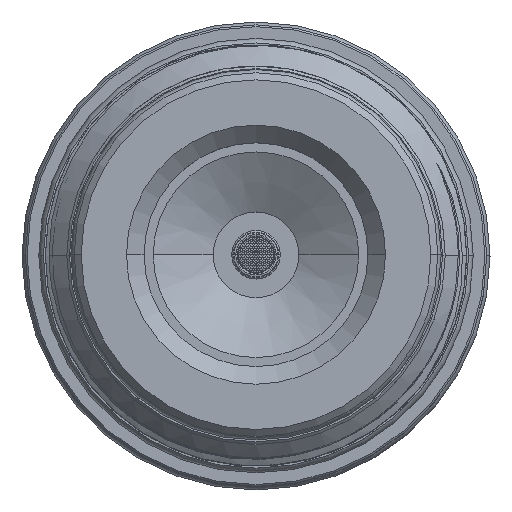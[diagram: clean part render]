
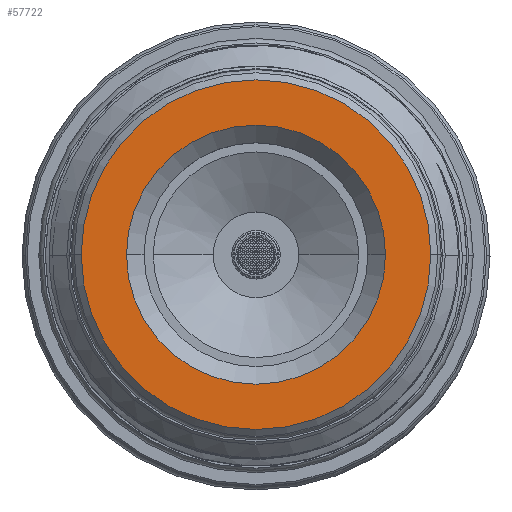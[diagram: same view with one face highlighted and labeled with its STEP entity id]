
A CAD part, top view. The second image highlights one B-rep face of the part: STEP entity #57722.
In plain terms, the highlighted planar face has unit normal (0, 0, 1).
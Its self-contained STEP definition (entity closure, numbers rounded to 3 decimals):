
#4064 = AXIS2_PLACEMENT_3D ( 'NONE', #84297, #69101, #5172 ) ;
#5172 = DIRECTION ( 'NONE',  ( -1., 0., 0. ) ) ;
#8097 = CARTESIAN_POINT ( 'NONE',  ( 0., 0., 89.528 ) ) ;
#8678 = VERTEX_POINT ( 'NONE', #18821 ) ;
#10675 = AXIS2_PLACEMENT_3D ( 'NONE', #8097, #97214, #48586 ) ;
#13691 = DIRECTION ( 'NONE',  ( -1., 0., 0. ) ) ;
#18586 = ORIENTED_EDGE ( 'NONE', *, *, #39780, .F. ) ;
#18821 = CARTESIAN_POINT ( 'NONE',  ( 14.7, 0., 89.528 ) ) ;
#20246 = DIRECTION ( 'NONE',  ( -1., 0., 0. ) ) ;
#24235 = ORIENTED_EDGE ( 'NONE', *, *, #63778, .T. ) ;
#28004 = ORIENTED_EDGE ( 'NONE', *, *, #62067, .F. ) ;
#32337 = EDGE_LOOP ( 'NONE', ( #40522, #24235 ) ) ;
#35447 = CIRCLE ( 'NONE', #80572, 14.7 ) ;
#39133 = AXIS2_PLACEMENT_3D ( 'NONE', #50867, #42313, #84214 ) ;
#39780 = EDGE_CURVE ( 'NONE', #94697, #74789, #55575, .T. ) ;
#40522 = ORIENTED_EDGE ( 'NONE', *, *, #86785, .T. ) ;
#41853 = EDGE_LOOP ( 'NONE', ( #28004, #18586 ) ) ;
#42313 = DIRECTION ( 'NONE',  ( 0., 0., -1. ) ) ;
#48586 = DIRECTION ( 'NONE',  ( -1., 0., 0. ) ) ;
#50867 = CARTESIAN_POINT ( 'NONE',  ( 0., 0., 89.528 ) ) ;
#52559 = FACE_BOUND ( 'NONE', #32337, .T. ) ;
#55575 = CIRCLE ( 'NONE', #84857, 19.84 ) ;
#57722 = ADVANCED_FACE ( 'NONE', ( #52559, #103358 ), #83139, .F. ) ;
#58131 = CARTESIAN_POINT ( 'NONE',  ( -19.84, 0., 89.528 ) ) ;
#62067 = EDGE_CURVE ( 'NONE', #74789, #94697, #72610, .T. ) ;
#63778 = EDGE_CURVE ( 'NONE', #75364, #8678, #104169, .T. ) ;
#69101 = DIRECTION ( 'NONE',  ( 0., 0., -1. ) ) ;
#72610 = CIRCLE ( 'NONE', #10675, 19.84 ) ;
#74789 = VERTEX_POINT ( 'NONE', #58131 ) ;
#75364 = VERTEX_POINT ( 'NONE', #89945 ) ;
#76724 = DIRECTION ( 'NONE',  ( 0., 0., -1. ) ) ;
#79320 = CARTESIAN_POINT ( 'NONE',  ( 0., 0., 89.528 ) ) ;
#80572 = AXIS2_PLACEMENT_3D ( 'NONE', #101572, #76724, #20246 ) ;
#82107 = CARTESIAN_POINT ( 'NONE',  ( 19.84, 0., 89.528 ) ) ;
#83139 = PLANE ( 'NONE',  #39133 ) ;
#84214 = DIRECTION ( 'NONE',  ( -1., 0., 0. ) ) ;
#84297 = CARTESIAN_POINT ( 'NONE',  ( 0., 0., 89.528 ) ) ;
#84857 = AXIS2_PLACEMENT_3D ( 'NONE', #79320, #95034, #13691 ) ;
#86785 = EDGE_CURVE ( 'NONE', #8678, #75364, #35447, .T. ) ;
#89945 = CARTESIAN_POINT ( 'NONE',  ( -14.7, 0., 89.528 ) ) ;
#94697 = VERTEX_POINT ( 'NONE', #82107 ) ;
#95034 = DIRECTION ( 'NONE',  ( 0., 0., -1. ) ) ;
#97214 = DIRECTION ( 'NONE',  ( 0., 0., -1. ) ) ;
#101572 = CARTESIAN_POINT ( 'NONE',  ( 0., 0., 89.528 ) ) ;
#103358 = FACE_OUTER_BOUND ( 'NONE', #41853, .T. ) ;
#104169 = CIRCLE ( 'NONE', #4064, 14.7 ) ;
